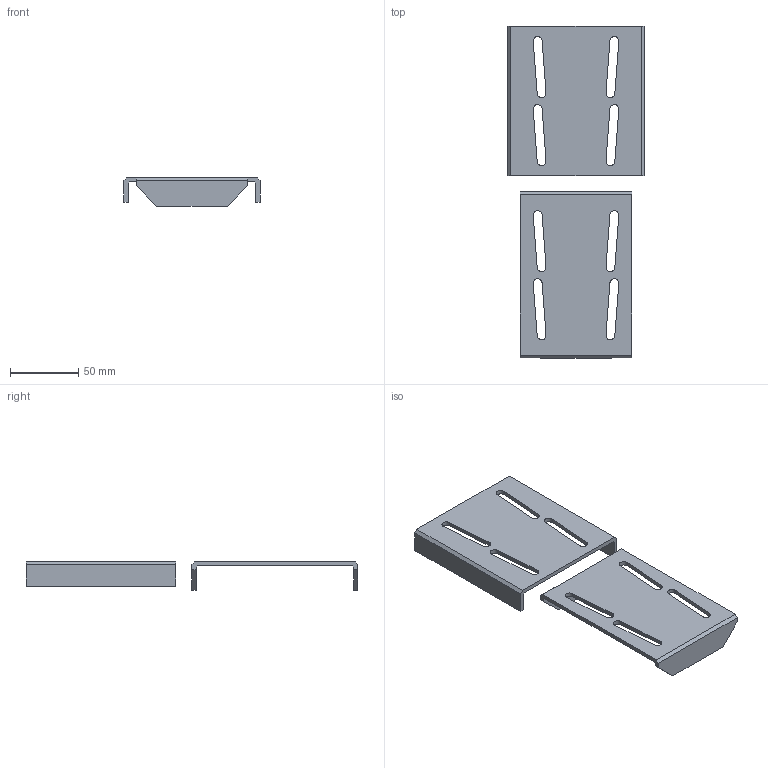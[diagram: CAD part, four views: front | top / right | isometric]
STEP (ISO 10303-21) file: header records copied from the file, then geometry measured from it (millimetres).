
FILE_DESCRIPTION (( 'STEP AP203' ), '1' );
FILE_NAME ('YKM40D-FO-JK-200-54 Êîìïëåêò äëÿ ñîåäèíåíèÿ øêàôîâ IP54 FORMAT IEK.STEP', '2020-12-15T14:32:56', ( '' ), ( '' ), 'SwSTEP 2.0', 'SolidWorks 2017', '' );
FILE_SCHEMA (( 'CONFIG_CONTROL_DESIGN' ));
Length unit declared in the file: millimetre
Products named in the file (3): ÀÃÈÅ 275.00.011 Ñîåäèíèòåëüíàÿ ïëàñòèíà_01; YKM40D-FO-JK-200-54  Êîìïëåêò äëÿ ñîåäèíåíèÿ øêàôîâ IP54 FORMAT IEK; ÀÃÈÅ 275.00.011 Ñîåäèíèòåëüíàÿ ïëàñòèíà
Assembly tree (2 placements, depth 2):
  YKM40D-FO-JK-200-54  Êîìïëåêò äëÿ ñîåäèíåíèÿ øêàôîâ IP54 FORMAT IEK
    ÀÃÈÅ 275.00.011 Ñîåäèíèòåëüíàÿ ïëàñòèíà_01
    ÀÃÈÅ 275.00.011 Ñîåäèíèòåëüíàÿ ïëàñòèíà
Bounding box: 100 x 243.94 x 21 mm (x, y, z)
Volume: 72925.5 mm3; surface area: 53460.9 mm2
Topology: 2 solids, 2 shells, 64 faces, 180 edges, 120 vertices
Faces by surface type: plane 48, cylinder 16
Entity records: 2393 total; most frequent: CARTESIAN_POINT 369, ORIENTED_EDGE 360, DIRECTION 350, EDGE_CURVE 180, VECTOR 148, LINE 148, VERTEX_POINT 120, AXIS2_PLACEMENT_3D 101
